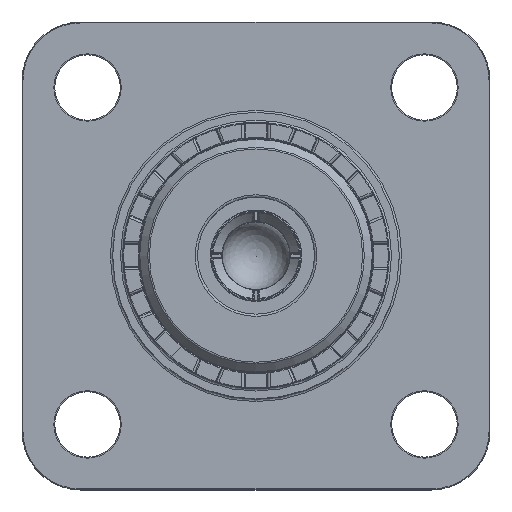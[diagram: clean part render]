
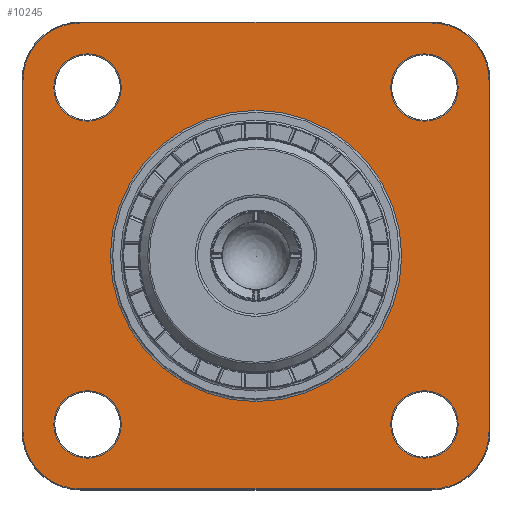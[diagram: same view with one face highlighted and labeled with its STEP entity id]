
A CAD part, top view. The second image highlights one B-rep face of the part: STEP entity #10245.
In plain terms, the highlighted planar face has unit normal (0, 0, 1).
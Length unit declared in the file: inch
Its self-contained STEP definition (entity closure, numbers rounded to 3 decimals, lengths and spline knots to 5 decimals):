
#950=LINE($,#14898,#1471);
#951=LINE($,#14902,#1472);
#952=LINE($,#14906,#1473);
#953=LINE($,#14910,#1474);
#1471=VECTOR($,#12108,0.75);
#1472=VECTOR($,#12111,0.75);
#1473=VECTOR($,#12114,0.75);
#1474=VECTOR($,#12117,0.75);
#1992=PLANE($,#10965);
#2129=FACE_BOUND($,#2917,.T.);
#2130=FACE_BOUND($,#2918,.T.);
#2131=FACE_BOUND($,#2919,.T.);
#2132=FACE_BOUND($,#2920,.T.);
#2133=FACE_BOUND($,#2921,.T.);
#2134=FACE_BOUND($,#2922,.T.);
#2917=EDGE_LOOP($,(#6905));
#2918=EDGE_LOOP($,(#6906,#6907,#6908,#6909,#6910,#6911,#6912,#6913));
#2919=EDGE_LOOP($,(#6914));
#2920=EDGE_LOOP($,(#6915));
#2921=EDGE_LOOP($,(#6916));
#2922=EDGE_LOOP($,(#6917));
#3703=CIRCLE($,#10964,0.31125);
#3704=CIRCLE($,#10966,0.072);
#3705=CIRCLE($,#10967,0.123);
#3706=CIRCLE($,#10968,0.123);
#3707=CIRCLE($,#10969,0.123);
#3708=CIRCLE($,#10970,0.123);
#3709=CIRCLE($,#10971,0.072);
#3710=CIRCLE($,#10972,0.072);
#3711=CIRCLE($,#10973,0.072);
#4327=VERTEX_POINT($,#14891);
#4328=VERTEX_POINT($,#14894);
#4329=VERTEX_POINT($,#14896);
#4330=VERTEX_POINT($,#14897);
#4331=VERTEX_POINT($,#14899);
#4332=VERTEX_POINT($,#14901);
#4333=VERTEX_POINT($,#14903);
#4334=VERTEX_POINT($,#14905);
#4335=VERTEX_POINT($,#14907);
#4336=VERTEX_POINT($,#14909);
#4337=VERTEX_POINT($,#14912);
#4338=VERTEX_POINT($,#14914);
#4339=VERTEX_POINT($,#14916);
#5294=EDGE_CURVE($,#4327,#4327,#3703,.T.);
#5295=EDGE_CURVE($,#4328,#4328,#3704,.T.);
#5296=EDGE_CURVE($,#4329,#4330,#950,.T.);
#5297=EDGE_CURVE($,#4331,#4329,#3705,.T.);
#5298=EDGE_CURVE($,#4332,#4331,#951,.T.);
#5299=EDGE_CURVE($,#4333,#4332,#3706,.T.);
#5300=EDGE_CURVE($,#4334,#4333,#952,.T.);
#5301=EDGE_CURVE($,#4335,#4334,#3707,.T.);
#5302=EDGE_CURVE($,#4336,#4335,#953,.T.);
#5303=EDGE_CURVE($,#4330,#4336,#3708,.T.);
#5304=EDGE_CURVE($,#4337,#4337,#3709,.T.);
#5305=EDGE_CURVE($,#4338,#4338,#3710,.T.);
#5306=EDGE_CURVE($,#4339,#4339,#3711,.T.);
#6905=ORIENTED_EDGE($,*,*,#5295,.F.);
#6906=ORIENTED_EDGE($,*,*,#5296,.F.);
#6907=ORIENTED_EDGE($,*,*,#5297,.F.);
#6908=ORIENTED_EDGE($,*,*,#5298,.F.);
#6909=ORIENTED_EDGE($,*,*,#5299,.F.);
#6910=ORIENTED_EDGE($,*,*,#5300,.F.);
#6911=ORIENTED_EDGE($,*,*,#5301,.F.);
#6912=ORIENTED_EDGE($,*,*,#5302,.F.);
#6913=ORIENTED_EDGE($,*,*,#5303,.F.);
#6914=ORIENTED_EDGE($,*,*,#5304,.F.);
#6915=ORIENTED_EDGE($,*,*,#5305,.F.);
#6916=ORIENTED_EDGE($,*,*,#5306,.F.);
#6917=ORIENTED_EDGE($,*,*,#5294,.F.);
#10245=ADVANCED_FACE($,(#2129,#2130,#2131,#2132,#2133,#2134),#1992,.T.);
#10964=AXIS2_PLACEMENT_3D($,#14892,#12102,#12103);
#10965=AXIS2_PLACEMENT_3D($,#14893,#12104,#12105);
#10966=AXIS2_PLACEMENT_3D($,#14895,#12106,#12107);
#10967=AXIS2_PLACEMENT_3D($,#14900,#12109,#12110);
#10968=AXIS2_PLACEMENT_3D($,#14904,#12112,#12113);
#10969=AXIS2_PLACEMENT_3D($,#14908,#12115,#12116);
#10970=AXIS2_PLACEMENT_3D($,#14911,#12118,#12119);
#10971=AXIS2_PLACEMENT_3D($,#14913,#12120,#12121);
#10972=AXIS2_PLACEMENT_3D($,#14915,#12122,#12123);
#10973=AXIS2_PLACEMENT_3D($,#14917,#12124,#12125);
#12102=DIRECTION('center_axis',(0.,0.,1.));
#12103=DIRECTION('ref_axis',(-1.,0.,0.));
#12104=DIRECTION('center_axis',(0.,0.,1.));
#12105=DIRECTION('ref_axis',(1.,0.,0.));
#12106=DIRECTION('center_axis',(0.,0.,1.));
#12107=DIRECTION('ref_axis',(-1.,0.,0.));
#12108=DIRECTION($,(0.,-1.,0.));
#12109=DIRECTION('center_axis',(0.,0.,-1.));
#12110=DIRECTION('ref_axis',(0.707,0.707,0.));
#12111=DIRECTION($,(1.,0.,0.));
#12112=DIRECTION('center_axis',(0.,0.,-1.));
#12113=DIRECTION('ref_axis',(-0.707,0.707,0.));
#12114=DIRECTION($,(0.,1.,0.));
#12115=DIRECTION('center_axis',(0.,0.,-1.));
#12116=DIRECTION('ref_axis',(-0.707,-0.707,0.));
#12117=DIRECTION($,(-1.,0.,0.));
#12118=DIRECTION('center_axis',(0.,0.,-1.));
#12119=DIRECTION('ref_axis',(0.707,-0.707,0.));
#12120=DIRECTION('center_axis',(0.,0.,1.));
#12121=DIRECTION('ref_axis',(-1.,0.,0.));
#12122=DIRECTION('center_axis',(0.,0.,1.));
#12123=DIRECTION('ref_axis',(-1.,0.,0.));
#12124=DIRECTION('center_axis',(0.,0.,1.));
#12125=DIRECTION('ref_axis',(-1.,0.,0.));
#14891=CARTESIAN_POINT('',(0.31125,0.,0.089));
#14892=CARTESIAN_POINT('Origin',(0.,0.,0.089));
#14893=CARTESIAN_POINT('Origin',(0.,0.,0.089));
#14894=CARTESIAN_POINT('',(-0.288,-0.36,0.089));
#14895=CARTESIAN_POINT('Origin',(-0.36,-0.36,0.089));
#14896=CARTESIAN_POINT('',(0.498,0.375,0.089));
#14897=CARTESIAN_POINT('',(0.498,-0.375,0.089));
#14898=CARTESIAN_POINT($,(0.498,0.25,0.089));
#14899=CARTESIAN_POINT('',(0.375,0.498,0.089));
#14900=CARTESIAN_POINT('Origin',(0.375,0.375,0.089));
#14901=CARTESIAN_POINT('',(-0.375,0.498,0.089));
#14902=CARTESIAN_POINT($,(-0.25,0.498,0.089));
#14903=CARTESIAN_POINT('',(-0.498,0.375,0.089));
#14904=CARTESIAN_POINT('Origin',(-0.375,0.375,0.089));
#14905=CARTESIAN_POINT('',(-0.498,-0.375,0.089));
#14906=CARTESIAN_POINT($,(-0.498,-0.25,0.089));
#14907=CARTESIAN_POINT('',(-0.375,-0.498,0.089));
#14908=CARTESIAN_POINT('Origin',(-0.375,-0.375,0.089));
#14909=CARTESIAN_POINT('',(0.375,-0.498,0.089));
#14910=CARTESIAN_POINT($,(0.25,-0.498,0.089));
#14911=CARTESIAN_POINT('Origin',(0.375,-0.375,0.089));
#14912=CARTESIAN_POINT('',(0.432,0.36,0.089));
#14913=CARTESIAN_POINT('Origin',(0.36,0.36,0.089));
#14914=CARTESIAN_POINT('',(0.432,-0.36,0.089));
#14915=CARTESIAN_POINT('Origin',(0.36,-0.36,0.089));
#14916=CARTESIAN_POINT('',(-0.288,0.36,0.089));
#14917=CARTESIAN_POINT('Origin',(-0.36,0.36,0.089));
